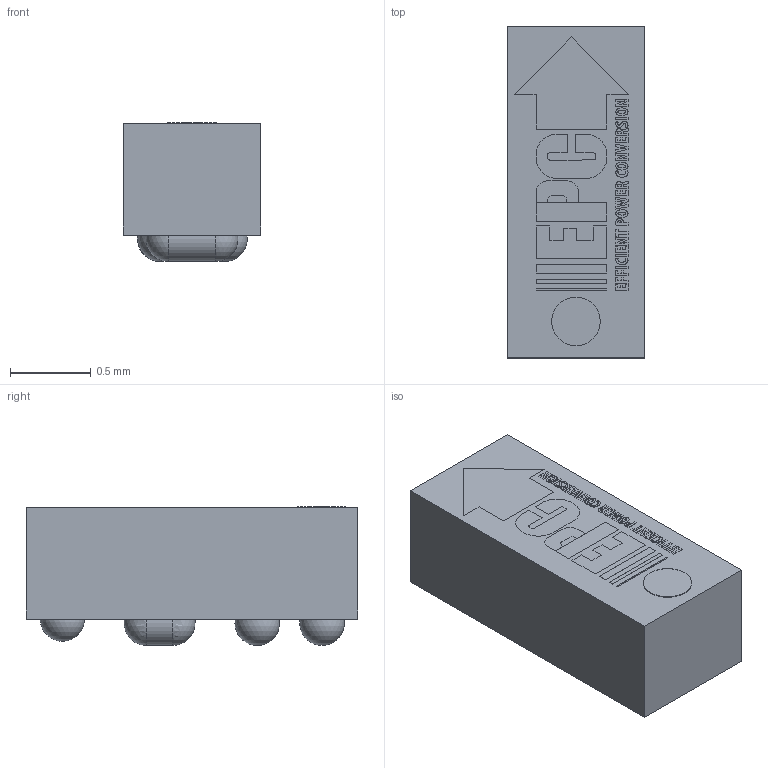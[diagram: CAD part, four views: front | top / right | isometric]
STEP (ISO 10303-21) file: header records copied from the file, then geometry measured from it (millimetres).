
FILE_DESCRIPTION(('FreeCAD Model'),'2;1');
FILE_NAME( 'D0221.step', '2020-11-18T16:55:45',('Author'),(''), 'Open CASCADE STEP processor 7.3','FreeCAD','Unknown');
FILE_SCHEMA(('AUTOMOTIVE_DESIGN { 1 0 10303 214 1 1 1 1 }'));
Length unit declared in the file: millimetre
Products named in the file (34): PCB; Board; Q8002; 3D_EPClogo1_5mm; 3D_EPClogo1_5mm001; 6068972704; Cylinder001; 6068972224; Sphere003; 6068972224001; 6068972224002; 6068972224003; 6068972704001; 6068975184; Cylinder002; 6068970944; Extruded; 6068974624; Sphere005; 6068974144; Cylinder004; 6068974624001; 6068974144001; 6068970064; Sphere011; 6068970064001; 6068969504; Cylinder007; 6068969504001; 6068970064002; 6068970064003; 6068969504002; 6068970064004; 6068970064005
Assembly tree (46 placements, depth 4):
  PCB
    Board
    Q8002
      3D_EPClogo1_5mm
      3D_EPClogo1_5mm001
      6068972704
        Cylinder001
      6068972224
        Sphere003
      6068972224001
        Sphere003
      6068972224002
        Sphere003
      6068972224003
        Sphere003
      6068972704001
        Cylinder001
      6068975184
        Cylinder002
      6068970944
        Extruded
      6068974624
        Sphere005
      6068974144
        Cylinder004
      6068974624001
        Sphere005
      6068974144001
        Cylinder004
      6068970064
        Sphere011
      6068970064001
        Sphere011
      6068969504
        Cylinder007
      6068969504001
        Cylinder007
      6068970064002
        Sphere011
      6068970064003
        Sphere011
      6068969504002
        Cylinder007
      6068970064004
        Sphere011
      6068970064005
        Sphere011
Bounding box: 0.85 x 2.05 x 0.86 mm (x, y, z)
Volume: 1.4 mm3; surface area: 13.2 mm2
Topology: 48 solids, 53 shells, 397 faces, 2990 edges, 8379 vertices
Faces by surface type: plane 268, extrusion 104, sphere 12, cylinder 8, bspline 5
Full cylindrical faces by diameter (mm): 0.276 x7, 0.3 x1
Entity records: 52174 total; most frequent: CARTESIAN_POINT 16724, DIRECTION 4666, VECTOR 4022, LINE 3918, ORIENTED_EDGE 1951, PCURVE 1951, DEFINITIONAL_REPRESENTATION 1951, GEOMETRIC_CURVE_SET 1905
